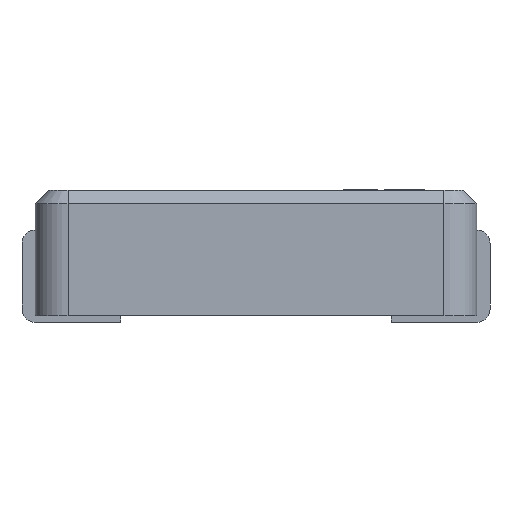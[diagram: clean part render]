
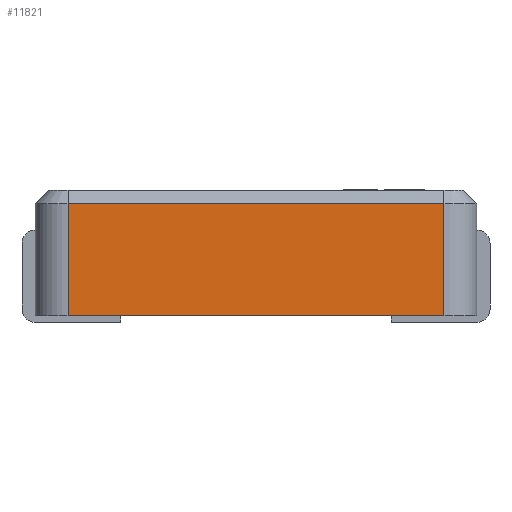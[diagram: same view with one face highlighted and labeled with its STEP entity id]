
A CAD part, front view. The second image highlights one B-rep face of the part: STEP entity #11821.
In plain terms, the highlighted planar face has unit normal (0, -1, 0).
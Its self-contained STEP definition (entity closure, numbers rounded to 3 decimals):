
#552 = VERTEX_POINT ( 'NONE', #1300 ) ;
#1210 = FACE_OUTER_BOUND ( 'NONE', #5086, .T. ) ;
#1265 = CARTESIAN_POINT ( 'NONE',  ( -2.85, -3.3, 1.9 ) ) ;
#1300 = CARTESIAN_POINT ( 'NONE',  ( 2.85, -3.3, 1.7 ) ) ;
#1317 = VERTEX_POINT ( 'NONE', #5335 ) ;
#2695 = VECTOR ( 'NONE', #8570, 1000. ) ;
#3364 = DIRECTION ( 'NONE',  ( 0., 0., 1. ) ) ;
#3442 = CARTESIAN_POINT ( 'NONE',  ( 2.85, -3.3, 1.9 ) ) ;
#3609 = ORIENTED_EDGE ( 'NONE', *, *, #11886, .T. ) ;
#3882 = LINE ( 'NONE', #5809, #2695 ) ;
#4214 = CARTESIAN_POINT ( 'NONE',  ( -2.85, -3.3, 1.7 ) ) ;
#5086 = EDGE_LOOP ( 'NONE', ( #6315, #3609, #6655, #9613 ) ) ;
#5097 = LINE ( 'NONE', #12082, #7069 ) ;
#5114 = LINE ( 'NONE', #1265, #6587 ) ;
#5275 = AXIS2_PLACEMENT_3D ( 'NONE', #5601, #7093, #3364 ) ;
#5335 = CARTESIAN_POINT ( 'NONE',  ( 2.85, -3.3, 0. ) ) ;
#5529 = PLANE ( 'NONE',  #5275 ) ;
#5601 = CARTESIAN_POINT ( 'NONE',  ( -3.35, -3.3, 1.9 ) ) ;
#5809 = CARTESIAN_POINT ( 'NONE',  ( -3.35, -3.3, 0. ) ) ;
#6182 = DIRECTION ( 'NONE',  ( 0., 0., -1. ) ) ;
#6315 = ORIENTED_EDGE ( 'NONE', *, *, #6792, .T. ) ;
#6587 = VECTOR ( 'NONE', #6182, 1000. ) ;
#6655 = ORIENTED_EDGE ( 'NONE', *, *, #9849, .T. ) ;
#6792 = EDGE_CURVE ( 'NONE', #1317, #552, #8709, .T. ) ;
#6968 = VERTEX_POINT ( 'NONE', #4214 ) ;
#7069 = VECTOR ( 'NONE', #9929, 1000. ) ;
#7093 = DIRECTION ( 'NONE',  ( 0., 1., 0. ) ) ;
#7234 = CARTESIAN_POINT ( 'NONE',  ( -2.85, -3.3, 0. ) ) ;
#7870 = VERTEX_POINT ( 'NONE', #7234 ) ;
#8238 = DIRECTION ( 'NONE',  ( 0., 0., 1. ) ) ;
#8570 = DIRECTION ( 'NONE',  ( 1., 0., 0. ) ) ;
#8709 = LINE ( 'NONE', #3442, #9764 ) ;
#9613 = ORIENTED_EDGE ( 'NONE', *, *, #12181, .T. ) ;
#9764 = VECTOR ( 'NONE', #8238, 1000. ) ;
#9849 = EDGE_CURVE ( 'NONE', #6968, #7870, #5114, .T. ) ;
#9929 = DIRECTION ( 'NONE',  ( -1., 0., 0. ) ) ;
#11821 = ADVANCED_FACE ( 'NONE', ( #1210 ), #5529, .F. ) ;
#11886 = EDGE_CURVE ( 'NONE', #552, #6968, #5097, .T. ) ;
#12082 = CARTESIAN_POINT ( 'NONE',  ( -3.35, -3.3, 1.7 ) ) ;
#12181 = EDGE_CURVE ( 'NONE', #7870, #1317, #3882, .T. ) ;
